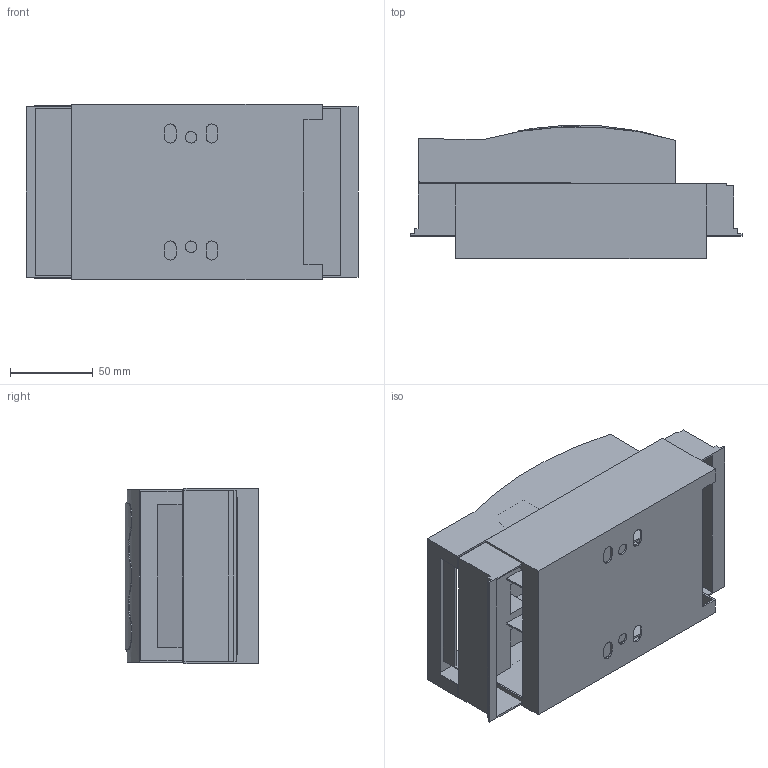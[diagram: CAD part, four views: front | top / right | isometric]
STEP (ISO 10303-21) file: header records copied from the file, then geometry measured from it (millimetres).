
FILE_DESCRIPTION(('CATIA V5 STEP Exchange','CAx-IF Rec.Pracs.--- Model Styling and Organization---1.2---2011-12-15'),'2;1');
FILE_NAME('33200000.stp','2015-06-17T13:44:47+00:00',('Frank Leistner'),('Wöhner GmbH & Co. KG'),'Version 5-6 Release 2012','CATIA V5 STEP AP214','none');
FILE_SCHEMA(('AUTOMOTIVE_DESIGN { 1 0 10303 214 1 1 1 1 }'));
Length unit declared in the file: millimetre
Products named in the file (9): 33200000; 30142000; 30142000_1; 30754000; 79458000; 79461000; 30775000; 30775000_1; 79334000
Assembly tree (13 placements, depth 3):
  33200000
    30142000
      30142000_1
      30754000  x6
    79458000
    79461000
    30775000
      30775000_1
      79334000
Bounding box: 200 x 80.33 x 106 mm (x, y, z)
Volume: 253245 mm3; surface area: 261926.5 mm2
Topology: 11 solids, 11 shells, 604 faces, 1834 edges, 1242 vertices
Faces by surface type: plane 400, cylinder 132, bspline 48, cone 24
Entity records: 16689 total; most frequent: CARTESIAN_POINT 4538, ORIENTED_EDGE 2248, DIRECTION 1613, EDGE_CURVE 1124, VECTOR 832, LINE 832, VERTEX_POINT 782, AXIS2_PLACEMENT_3D 426
